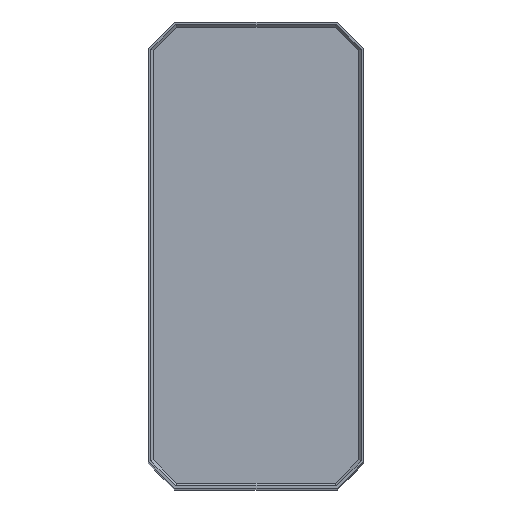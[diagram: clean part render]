
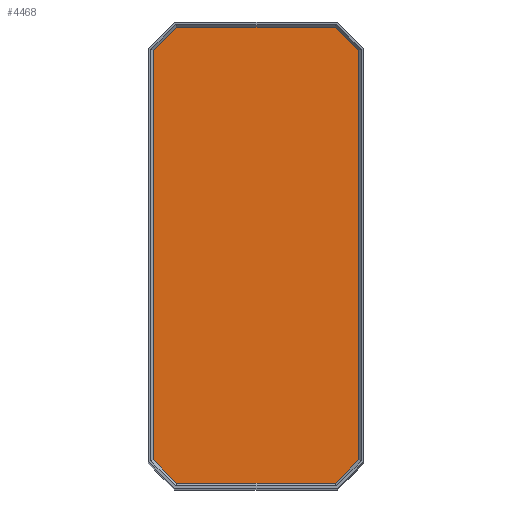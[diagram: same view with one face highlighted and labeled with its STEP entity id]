
A CAD part, top view. The second image highlights one B-rep face of the part: STEP entity #4468.
In plain terms, the highlighted planar face has unit normal (0, 0, 1).
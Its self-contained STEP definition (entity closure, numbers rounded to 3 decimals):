
#18=FACE_OUTER_BOUND('',#271,.T.);
#271=EDGE_LOOP('',(#2903,#2904,#2905,#2906,#2907,#2908,#2909,#2910));
#527=LINE('',#6144,#1183);
#528=LINE('',#6146,#1184);
#529=LINE('',#6148,#1185);
#530=LINE('',#6150,#1186);
#531=LINE('',#6152,#1187);
#532=LINE('',#6154,#1188);
#533=LINE('',#6156,#1189);
#534=LINE('',#6157,#1190);
#1183=VECTOR('',#4980,10.);
#1184=VECTOR('',#4981,10.);
#1185=VECTOR('',#4982,10.);
#1186=VECTOR('',#4983,10.);
#1187=VECTOR('',#4984,10.);
#1188=VECTOR('',#4985,10.);
#1189=VECTOR('',#4986,10.);
#1190=VECTOR('',#4987,10.);
#1839=VERTEX_POINT('',#6142);
#1840=VERTEX_POINT('',#6143);
#1841=VERTEX_POINT('',#6145);
#1842=VERTEX_POINT('',#6147);
#1843=VERTEX_POINT('',#6149);
#1844=VERTEX_POINT('',#6151);
#1845=VERTEX_POINT('',#6153);
#1846=VERTEX_POINT('',#6155);
#2247=EDGE_CURVE('',#1839,#1840,#527,.T.);
#2248=EDGE_CURVE('',#1841,#1839,#528,.T.);
#2249=EDGE_CURVE('',#1842,#1841,#529,.T.);
#2250=EDGE_CURVE('',#1843,#1842,#530,.T.);
#2251=EDGE_CURVE('',#1844,#1843,#531,.T.);
#2252=EDGE_CURVE('',#1845,#1844,#532,.T.);
#2253=EDGE_CURVE('',#1846,#1845,#533,.T.);
#2254=EDGE_CURVE('',#1840,#1846,#534,.T.);
#2903=ORIENTED_EDGE('',*,*,#2247,.F.);
#2904=ORIENTED_EDGE('',*,*,#2248,.F.);
#2905=ORIENTED_EDGE('',*,*,#2249,.F.);
#2906=ORIENTED_EDGE('',*,*,#2250,.F.);
#2907=ORIENTED_EDGE('',*,*,#2251,.F.);
#2908=ORIENTED_EDGE('',*,*,#2252,.F.);
#2909=ORIENTED_EDGE('',*,*,#2253,.F.);
#2910=ORIENTED_EDGE('',*,*,#2254,.F.);
#4215=PLANE('',#4723);
#4468=ADVANCED_FACE('',(#18),#4215,.T.);
#4723=AXIS2_PLACEMENT_3D('',#6141,#4978,#4979);
#4978=DIRECTION('center_axis',(0.,0.,1.));
#4979=DIRECTION('ref_axis',(1.,0.,0.));
#4980=DIRECTION('',(0.,-1.,0.));
#4981=DIRECTION('',(0.707,-0.707,0.));
#4982=DIRECTION('',(1.,0.,0.));
#4983=DIRECTION('',(0.707,0.707,0.));
#4984=DIRECTION('',(0.,1.,0.));
#4985=DIRECTION('',(-0.707,0.707,0.));
#4986=DIRECTION('',(-1.,0.,0.));
#4987=DIRECTION('',(-0.707,-0.707,0.));
#6141=CARTESIAN_POINT('Origin',(0.,25.,190.6));
#6142=CARTESIAN_POINT('',(20.5,65.814,190.6));
#6143=CARTESIAN_POINT('',(20.5,-15.814,190.6));
#6144=CARTESIAN_POINT('',(20.5,4.386,190.6));
#6145=CARTESIAN_POINT('',(15.814,70.5,190.6));
#6146=CARTESIAN_POINT('',(25.725,60.589,190.6));
#6147=CARTESIAN_POINT('',(-15.814,70.5,190.6));
#6148=CARTESIAN_POINT('',(8.114,70.5,190.6));
#6149=CARTESIAN_POINT('',(-20.5,65.814,190.6));
#6150=CARTESIAN_POINT('',(-23.089,63.225,190.6));
#6151=CARTESIAN_POINT('',(-20.5,-15.814,190.6));
#6152=CARTESIAN_POINT('',(-20.5,45.614,190.6));
#6153=CARTESIAN_POINT('',(-15.814,-20.5,190.6));
#6154=CARTESIAN_POINT('',(-25.725,-10.589,190.6));
#6155=CARTESIAN_POINT('',(15.814,-20.5,190.6));
#6156=CARTESIAN_POINT('',(-8.114,-20.5,190.6));
#6157=CARTESIAN_POINT('',(23.089,-13.225,190.6));
